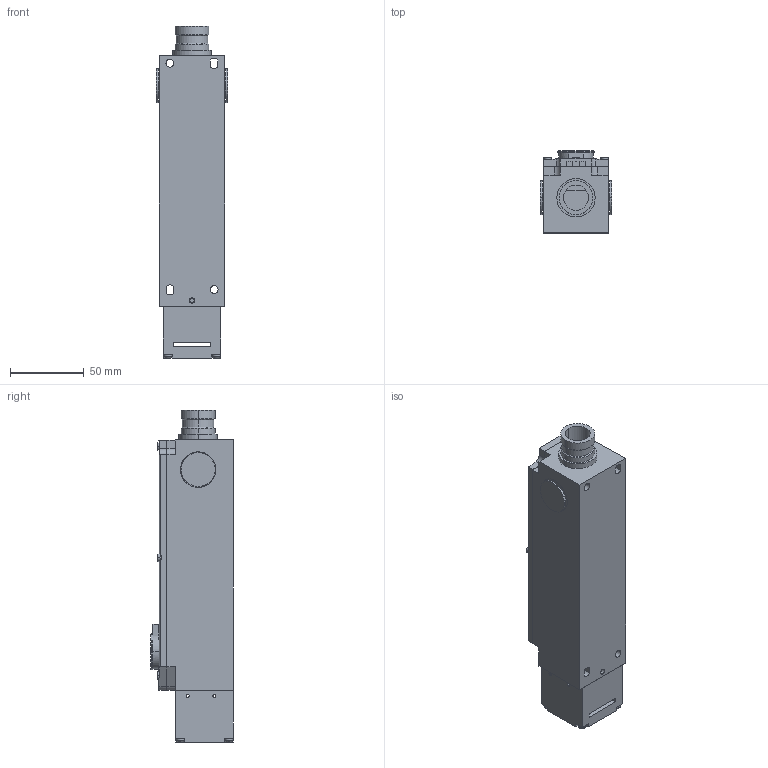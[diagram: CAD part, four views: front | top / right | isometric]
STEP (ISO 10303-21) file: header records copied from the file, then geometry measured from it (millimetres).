
FILE_DESCRIPTION(('STEP AP242'),'1');
FILE_NAME('guard_switch_xcslf252531m2.stp','2021-09-28T15:45:46',('TraceParts'),('TraceParts S.A.'),'Spatial InterOp 3D',' ',' ');
FILE_SCHEMA(('AP242_MANAGED_MODEL_BASED_3D_ENGINEERING_MIM_LF {1 0 10303 442 1 1 4}'));
Length unit declared in the file: millimetre
Products named in the file (1): guard_switch_xcslf252531m2_1
Bounding box: 48.66 x 55.95 x 224.98 mm (x, y, z)
Volume: 157818.7 mm3; surface area: 96542.4 mm2
Topology: 16 solids, 16 shells, 608 faces, 1470 edges, 943 vertices
Faces by surface type: plane 250, cylinder 207, cone 127, torus 24
Entity records: 19024 total; most frequent: CARTESIAN_POINT 4520, DIRECTION 3088, ORIENTED_EDGE 2940, EDGE_CURVE 1470, AXIS2_PLACEMENT_3D 1192, VERTEX_POINT 943, LINE 704, VECTOR 704
